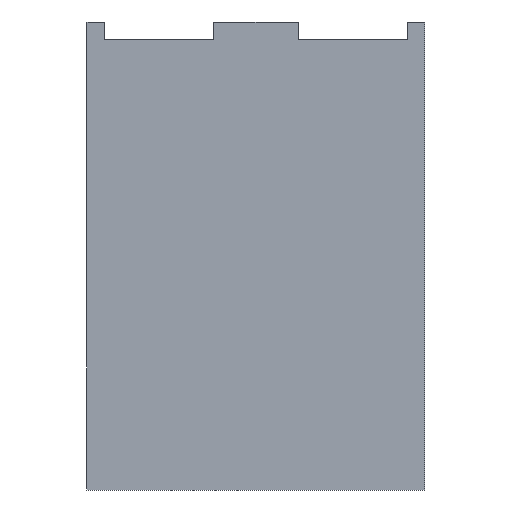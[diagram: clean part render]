
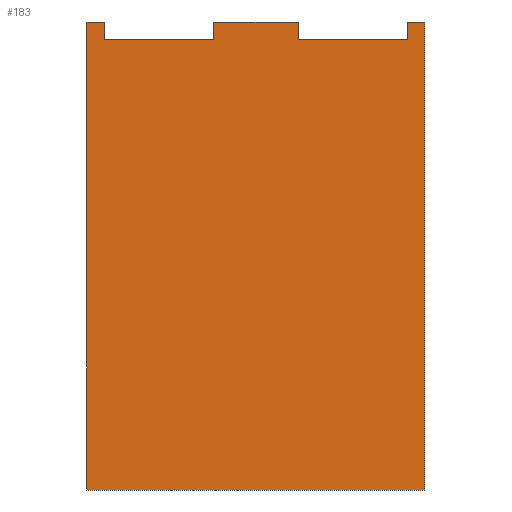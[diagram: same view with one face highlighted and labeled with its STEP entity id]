
A CAD part, left-side view. The second image highlights one B-rep face of the part: STEP entity #183.
In plain terms, the highlighted planar face has unit normal (-1, 0, 0).
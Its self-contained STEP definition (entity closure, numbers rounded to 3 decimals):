
#92=AXIS2_PLACEMENT_3D('Plane Axis2P3D',#89,#90,#91) ;
#58=CARTESIAN_POINT('Vertex',(0.,0.,0.)) ;
#63=CARTESIAN_POINT('Line Origine',(0.,9.75,0.)) ;
#67=CARTESIAN_POINT('Vertex',(0.,19.5,0.)) ;
#89=CARTESIAN_POINT('Axis2P3D Location',(0.,0.,0.)) ;
#94=CARTESIAN_POINT('Line Origine',(0.,12.2,26.5)) ;
#98=CARTESIAN_POINT('Vertex',(0.,12.2,27.)) ;
#100=CARTESIAN_POINT('Vertex',(0.,12.2,26.)) ;
#103=CARTESIAN_POINT('Line Origine',(0.,15.35,26.)) ;
#107=CARTESIAN_POINT('Vertex',(0.,18.5,26.)) ;
#110=CARTESIAN_POINT('Line Origine',(0.,18.5,26.5)) ;
#114=CARTESIAN_POINT('Vertex',(0.,18.5,27.)) ;
#117=CARTESIAN_POINT('Line Origine',(0.,19.,27.)) ;
#121=CARTESIAN_POINT('Vertex',(0.,19.5,27.)) ;
#124=CARTESIAN_POINT('Line Origine',(0.,19.5,13.5)) ;
#129=CARTESIAN_POINT('Line Origine',(0.,0.,13.5)) ;
#133=CARTESIAN_POINT('Vertex',(0.,0.,27.)) ;
#136=CARTESIAN_POINT('Line Origine',(0.,0.5,27.)) ;
#140=CARTESIAN_POINT('Vertex',(0.,1.,27.)) ;
#143=CARTESIAN_POINT('Line Origine',(0.,1.,26.5)) ;
#147=CARTESIAN_POINT('Vertex',(0.,1.,26.)) ;
#150=CARTESIAN_POINT('Line Origine',(0.,4.15,26.)) ;
#154=CARTESIAN_POINT('Vertex',(0.,7.3,26.)) ;
#157=CARTESIAN_POINT('Line Origine',(0.,7.3,26.5)) ;
#161=CARTESIAN_POINT('Vertex',(0.,7.3,27.)) ;
#164=CARTESIAN_POINT('Line Origine',(0.,9.75,27.)) ;
#64=DIRECTION('Vector Direction',(0.,1.,0.)) ;
#90=DIRECTION('Axis2P3D Direction',(1.,0.,0.)) ;
#91=DIRECTION('Axis2P3D XDirection',(0.,1.,0.)) ;
#95=DIRECTION('Vector Direction',(0.,0.,-1.)) ;
#104=DIRECTION('Vector Direction',(0.,-1.,0.)) ;
#111=DIRECTION('Vector Direction',(0.,0.,1.)) ;
#118=DIRECTION('Vector Direction',(0.,-1.,0.)) ;
#125=DIRECTION('Vector Direction',(0.,0.,1.)) ;
#130=DIRECTION('Vector Direction',(0.,0.,-1.)) ;
#137=DIRECTION('Vector Direction',(0.,-1.,0.)) ;
#144=DIRECTION('Vector Direction',(0.,0.,1.)) ;
#151=DIRECTION('Vector Direction',(0.,-1.,0.)) ;
#158=DIRECTION('Vector Direction',(0.,0.,-1.)) ;
#165=DIRECTION('Vector Direction',(0.,-1.,0.)) ;
#65=VECTOR('Line Direction',#64,1.) ;
#96=VECTOR('Line Direction',#95,1.) ;
#105=VECTOR('Line Direction',#104,1.) ;
#112=VECTOR('Line Direction',#111,1.) ;
#119=VECTOR('Line Direction',#118,1.) ;
#126=VECTOR('Line Direction',#125,1.) ;
#131=VECTOR('Line Direction',#130,1.) ;
#138=VECTOR('Line Direction',#137,1.) ;
#145=VECTOR('Line Direction',#144,1.) ;
#152=VECTOR('Line Direction',#151,1.) ;
#159=VECTOR('Line Direction',#158,1.) ;
#166=VECTOR('Line Direction',#165,1.) ;
#170=ORIENTED_EDGE('',*,*,#102,.T.) ;
#171=ORIENTED_EDGE('',*,*,#109,.T.) ;
#172=ORIENTED_EDGE('',*,*,#116,.T.) ;
#173=ORIENTED_EDGE('',*,*,#123,.F.) ;
#174=ORIENTED_EDGE('',*,*,#128,.F.) ;
#175=ORIENTED_EDGE('',*,*,#69,.F.) ;
#176=ORIENTED_EDGE('',*,*,#135,.F.) ;
#177=ORIENTED_EDGE('',*,*,#142,.F.) ;
#178=ORIENTED_EDGE('',*,*,#149,.T.) ;
#179=ORIENTED_EDGE('',*,*,#156,.T.) ;
#180=ORIENTED_EDGE('',*,*,#163,.T.) ;
#181=ORIENTED_EDGE('',*,*,#168,.F.) ;
#183=ADVANCED_FACE('V1',(#182),#93,.F.) ;
#69=EDGE_CURVE('',#59,#68,#66,.T.) ;
#102=EDGE_CURVE('',#99,#101,#97,.T.) ;
#109=EDGE_CURVE('',#101,#108,#106,.F.) ;
#116=EDGE_CURVE('',#108,#115,#113,.T.) ;
#123=EDGE_CURVE('',#122,#115,#120,.T.) ;
#128=EDGE_CURVE('',#68,#122,#127,.T.) ;
#135=EDGE_CURVE('',#134,#59,#132,.T.) ;
#142=EDGE_CURVE('',#141,#134,#139,.T.) ;
#149=EDGE_CURVE('',#141,#148,#146,.F.) ;
#156=EDGE_CURVE('',#148,#155,#153,.F.) ;
#163=EDGE_CURVE('',#155,#162,#160,.F.) ;
#168=EDGE_CURVE('',#99,#162,#167,.T.) ;
#169=EDGE_LOOP('',(#170,#171,#172,#173,#174,#175,#176,#177,#178,#179,#180,#181)) ;
#182=FACE_OUTER_BOUND('',#169,.T.) ;
#66=LINE('Line',#63,#65) ;
#97=LINE('Line',#94,#96) ;
#106=LINE('Line',#103,#105) ;
#113=LINE('Line',#110,#112) ;
#120=LINE('Line',#117,#119) ;
#127=LINE('Line',#124,#126) ;
#132=LINE('Line',#129,#131) ;
#139=LINE('Line',#136,#138) ;
#146=LINE('Line',#143,#145) ;
#153=LINE('Line',#150,#152) ;
#160=LINE('Line',#157,#159) ;
#167=LINE('Line',#164,#166) ;
#93=PLANE('',#92) ;
#59=VERTEX_POINT('',#58) ;
#68=VERTEX_POINT('',#67) ;
#99=VERTEX_POINT('',#98) ;
#101=VERTEX_POINT('',#100) ;
#108=VERTEX_POINT('',#107) ;
#115=VERTEX_POINT('',#114) ;
#122=VERTEX_POINT('',#121) ;
#134=VERTEX_POINT('',#133) ;
#141=VERTEX_POINT('',#140) ;
#148=VERTEX_POINT('',#147) ;
#155=VERTEX_POINT('',#154) ;
#162=VERTEX_POINT('',#161) ;
